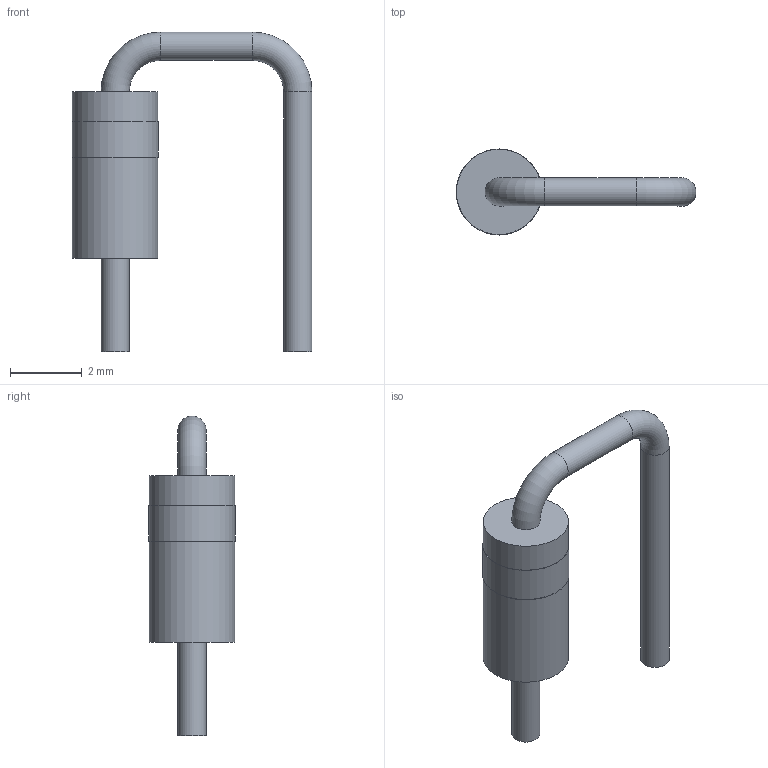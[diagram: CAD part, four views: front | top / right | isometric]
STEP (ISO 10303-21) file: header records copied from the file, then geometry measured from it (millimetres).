
FILE_DESCRIPTION(('FreeCAD Model'),'2;1');
FILE_NAME('DO-41_P5.08.step','2019-07-21T06:46:09',('Author'),(''), 'Open CASCADE STEP processor 7.3','FreeCAD','Unknown');
FILE_SCHEMA(('AUTOMOTIVE_DESIGN { 1 0 10303 214 1 1 1 1 }'));
Length unit declared in the file: millimetre
Products named in the file (1): DO-41_P5.08
Bounding box: 6.67 x 2.4 x 8.89 mm (x, y, z)
Volume: 28.5 mm3; surface area: 84 mm2
Topology: 1 solids, 1 shells, 14 faces, 21 edges, 13 vertices
Faces by surface type: cylinder 6, plane 6, torus 2
Full cylindrical faces by diameter (mm): 0.785 x3, 2.375 x2, 2.395 x1
Entity records: 428 total; most frequent: DIRECTION 66, CARTESIAN_POINT 49, ORIENTED_EDGE 42, AXIS2_PLACEMENT_3D 30, EDGE_CURVE 21, FACE_BOUND 18, EDGE_LOOP 18, CIRCLE 15
